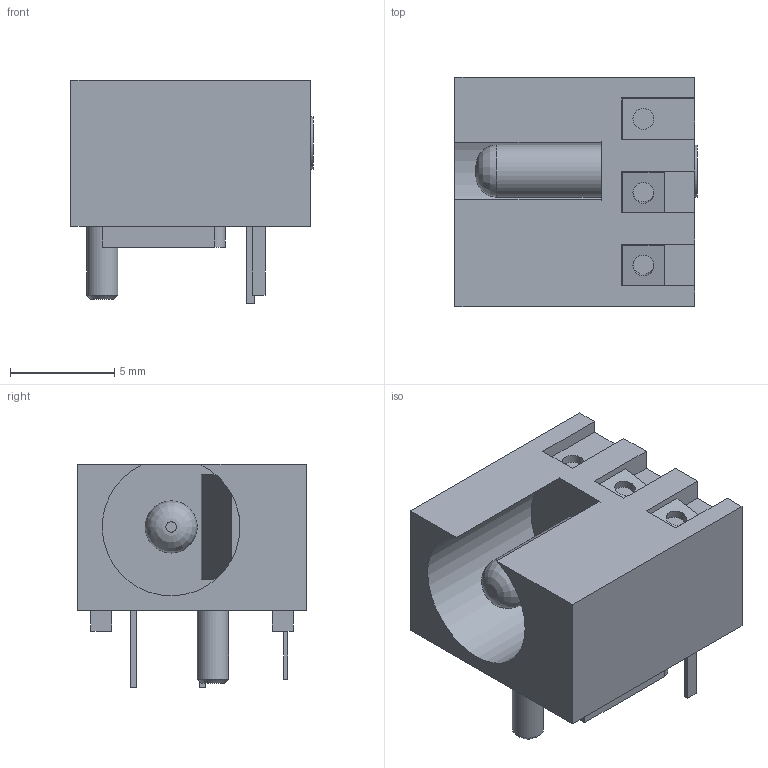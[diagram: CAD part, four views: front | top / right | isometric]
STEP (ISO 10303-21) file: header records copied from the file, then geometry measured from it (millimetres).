
FILE_DESCRIPTION(('for SolidWorks'),'2;1');
FILE_NAME('pj-012b.step', '2016-08-25T13:52:40',('Serg'),(''),'Open CASCADE STEP processor 6.6', 'DipTrace','Unknown');
FILE_SCHEMA(('AUTOMOTIVE_DESIGN { 1 0 10303 214 1 1 1 1 }'));
Length unit declared in the file: millimetre
Products named in the file (2): ASSEMBLY; pj-012b
Assembly tree (1 placements, depth 2):
  ASSEMBLY
    pj-012b
Bounding box: 11.6 x 11 x 10.7 mm (x, y, z)
Volume: 691.9 mm3; surface area: 880.7 mm2
Topology: 1 solids, 1 shells, 86 faces, 219 edges, 146 vertices
Faces by surface type: plane 72, cylinder 12, cone 1, revolution 1
Full cylindrical faces by diameter (mm): 1 x4, 1.5 x1, 2.5 x2
Entity records: 3247 total; most frequent: CARTESIAN_POINT 463, ORIENTED_EDGE 438, DIRECTION 435, EDGE_CURVE 219, LINE 178, VECTOR 178, VERTEX_POINT 146, AXIS2_PLACEMENT_3D 128
